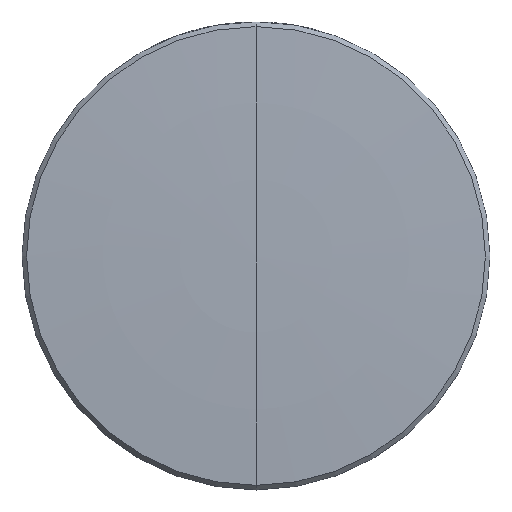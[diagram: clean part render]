
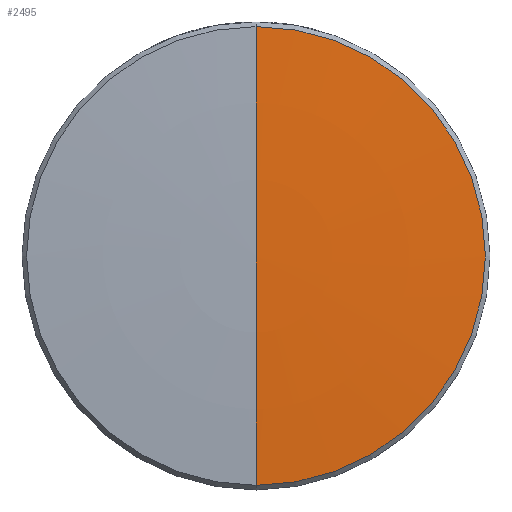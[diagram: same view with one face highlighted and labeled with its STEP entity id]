
A CAD part, top view. The second image highlights one B-rep face of the part: STEP entity #2495.
In plain terms, the highlighted toroidal (fillet/blend) face has major radius 0.015 mm and minor radius 230.04 mm.
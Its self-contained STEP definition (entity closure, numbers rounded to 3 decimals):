
#14 = ORIENTED_EDGE ( 'NONE', *, *, #2071, .T. ) ;
#191 = DIRECTION ( 'NONE',  ( 1., 0., 0. ) ) ;
#224 = DIRECTION ( 'NONE',  ( 0., 1., 0. ) ) ;
#232 = CARTESIAN_POINT ( 'NONE',  ( 0., 0.015, -227.69 ) ) ;
#243 = EDGE_CURVE ( 'NONE', #760, #697, #2191, .T. ) ;
#305 = CIRCLE ( 'NONE', #1510, 230.04 ) ;
#363 = CARTESIAN_POINT ( 'NONE',  ( 0., -12.451, 2.014 ) ) ;
#510 = TOROIDAL_SURFACE ( 'NONE', #2408, 0.015, 230.04 ) ;
#524 = DIRECTION ( 'NONE',  ( 0., 0., 1. ) ) ;
#580 = DIRECTION ( 'NONE',  ( 0., 0., -1. ) ) ;
#697 = VERTEX_POINT ( 'NONE', #2709 ) ;
#760 = VERTEX_POINT ( 'NONE', #363 ) ;
#1005 = ORIENTED_EDGE ( 'NONE', *, *, #243, .T. ) ;
#1090 = CARTESIAN_POINT ( 'NONE',  ( 0., 0., 2.014 ) ) ;
#1185 = AXIS2_PLACEMENT_3D ( 'NONE', #1090, #3218, #1877 ) ;
#1269 = EDGE_CURVE ( 'NONE', #2288, #697, #3075, .T. ) ;
#1510 = AXIS2_PLACEMENT_3D ( 'NONE', #2796, #191, #224 ) ;
#1524 = DIRECTION ( 'NONE',  ( -1., 0., 0. ) ) ;
#1877 = DIRECTION ( 'NONE',  ( 0., 1., 0. ) ) ;
#1886 = ORIENTED_EDGE ( 'NONE', *, *, #1269, .F. ) ;
#2071 = EDGE_CURVE ( 'NONE', #2288, #760, #305, .T. ) ;
#2191 = CIRCLE ( 'NONE', #1185, 12.451 ) ;
#2288 = VERTEX_POINT ( 'NONE', #2960 ) ;
#2408 = AXIS2_PLACEMENT_3D ( 'NONE', #2706, #580, #2759 ) ;
#2436 = EDGE_LOOP ( 'NONE', ( #1886, #14, #1005 ) ) ;
#2495 = ADVANCED_FACE ( 'NONE', ( #2972 ), #510, .T. ) ;
#2706 = CARTESIAN_POINT ( 'NONE',  ( 0., 0., -227.69 ) ) ;
#2709 = CARTESIAN_POINT ( 'NONE',  ( 0., 12.451, 2.014 ) ) ;
#2759 = DIRECTION ( 'NONE',  ( 0., 1., 0. ) ) ;
#2796 = CARTESIAN_POINT ( 'NONE',  ( 0., -0.015, -227.69 ) ) ;
#2960 = CARTESIAN_POINT ( 'NONE',  ( 0., 0., 2.35 ) ) ;
#2972 = FACE_OUTER_BOUND ( 'NONE', #2436, .T. ) ;
#3075 = CIRCLE ( 'NONE', #3405, 230.04 ) ;
#3218 = DIRECTION ( 'NONE',  ( 0., 0., 1. ) ) ;
#3405 = AXIS2_PLACEMENT_3D ( 'NONE', #232, #1524, #524 ) ;
